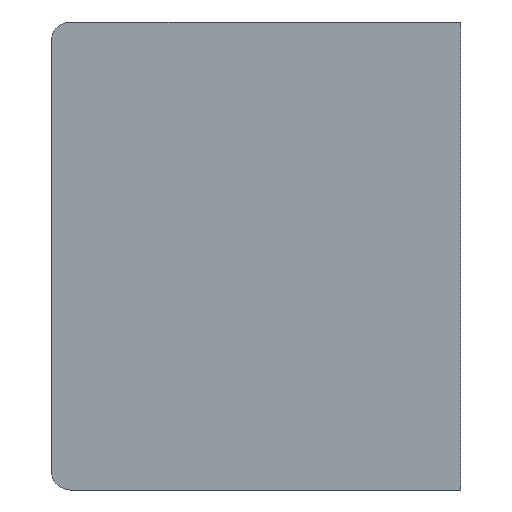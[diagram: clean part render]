
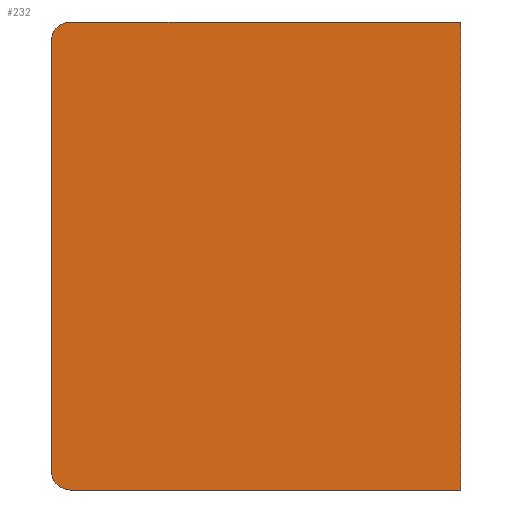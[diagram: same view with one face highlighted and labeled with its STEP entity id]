
A CAD part, left-side view. The second image highlights one B-rep face of the part: STEP entity #232.
In plain terms, the highlighted planar face has unit normal (-1, 0, 0).
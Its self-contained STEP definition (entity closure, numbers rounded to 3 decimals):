
#21 = DIRECTION ( 'NONE',  ( 1., 0., 0. ) ) ;
#27 = CARTESIAN_POINT ( 'NONE',  ( -8., 0., 6. ) ) ;
#39 = DIRECTION ( 'NONE',  ( 0., 0., 1. ) ) ;
#42 = AXIS2_PLACEMENT_3D ( 'NONE', #777, #555, #286 ) ;
#44 = CARTESIAN_POINT ( 'NONE',  ( -8., 0., -6. ) ) ;
#46 = DIRECTION ( 'NONE',  ( 0., 0., -1. ) ) ;
#48 = CARTESIAN_POINT ( 'NONE',  ( -8., 0., 6. ) ) ;
#61 = EDGE_LOOP ( 'NONE', ( #824, #363, #310, #774, #641, #358 ) ) ;
#76 = CARTESIAN_POINT ( 'NONE',  ( -8., 10., -6. ) ) ;
#78 = CARTESIAN_POINT ( 'NONE',  ( -8., 5.5, 6. ) ) ;
#81 = VECTOR ( 'NONE', #39, 1000. ) ;
#90 = LINE ( 'NONE', #521, #425 ) ;
#124 = DIRECTION ( 'NONE',  ( 0., -1., 0. ) ) ;
#139 = PLANE ( 'NONE',  #504 ) ;
#144 = VECTOR ( 'NONE', #738, 1000. ) ;
#174 = LINE ( 'NONE', #514, #81 ) ;
#182 = CIRCLE ( 'NONE', #42, 0.5 ) ;
#197 = VECTOR ( 'NONE', #487, 1000. ) ;
#200 = VERTEX_POINT ( 'NONE', #76 ) ;
#232 = ADVANCED_FACE ( 'NONE', ( #290 ), #139, .F. ) ;
#241 = CARTESIAN_POINT ( 'NONE',  ( -8., 10., -5.5 ) ) ;
#286 = DIRECTION ( 'NONE',  ( 0., 0., -1. ) ) ;
#290 = FACE_OUTER_BOUND ( 'NONE', #61, .T. ) ;
#306 = EDGE_CURVE ( 'NONE', #719, #603, #90, .T. ) ;
#310 = ORIENTED_EDGE ( 'NONE', *, *, #614, .T. ) ;
#358 = ORIENTED_EDGE ( 'NONE', *, *, #465, .T. ) ;
#363 = ORIENTED_EDGE ( 'NONE', *, *, #565, .T. ) ;
#387 = CARTESIAN_POINT ( 'NONE',  ( -8., 5.5, -6. ) ) ;
#425 = VECTOR ( 'NONE', #124, 1000. ) ;
#465 = EDGE_CURVE ( 'NONE', #719, #732, #182, .T. ) ;
#479 = DIRECTION ( 'NONE',  ( 0., 0., -1. ) ) ;
#487 = DIRECTION ( 'NONE',  ( 0., 0., 1. ) ) ;
#493 = AXIS2_PLACEMENT_3D ( 'NONE', #241, #587, #46 ) ;
#504 = AXIS2_PLACEMENT_3D ( 'NONE', #78, #21, #479 ) ;
#513 = EDGE_CURVE ( 'NONE', #598, #603, #842, .T. ) ;
#514 = CARTESIAN_POINT ( 'NONE',  ( -8., 10.5, -6. ) ) ;
#521 = CARTESIAN_POINT ( 'NONE',  ( -8., 5.5, 6. ) ) ;
#555 = DIRECTION ( 'NONE',  ( -1., 0., 0. ) ) ;
#565 = EDGE_CURVE ( 'NONE', #742, #200, #601, .T. ) ;
#587 = DIRECTION ( 'NONE',  ( -1., 0., 0. ) ) ;
#598 = VERTEX_POINT ( 'NONE', #44 ) ;
#601 = CIRCLE ( 'NONE', #493, 0.5 ) ;
#603 = VERTEX_POINT ( 'NONE', #48 ) ;
#614 = EDGE_CURVE ( 'NONE', #200, #598, #693, .T. ) ;
#641 = ORIENTED_EDGE ( 'NONE', *, *, #306, .F. ) ;
#667 = EDGE_CURVE ( 'NONE', #742, #732, #174, .T. ) ;
#693 = LINE ( 'NONE', #387, #144 ) ;
#698 = CARTESIAN_POINT ( 'NONE',  ( -8., 10.5, 5.5 ) ) ;
#719 = VERTEX_POINT ( 'NONE', #804 ) ;
#732 = VERTEX_POINT ( 'NONE', #698 ) ;
#738 = DIRECTION ( 'NONE',  ( 0., -1., 0. ) ) ;
#742 = VERTEX_POINT ( 'NONE', #828 ) ;
#774 = ORIENTED_EDGE ( 'NONE', *, *, #513, .T. ) ;
#777 = CARTESIAN_POINT ( 'NONE',  ( -8., 10., 5.5 ) ) ;
#804 = CARTESIAN_POINT ( 'NONE',  ( -8., 10., 6. ) ) ;
#824 = ORIENTED_EDGE ( 'NONE', *, *, #667, .F. ) ;
#828 = CARTESIAN_POINT ( 'NONE',  ( -8., 10.5, -5.5 ) ) ;
#842 = LINE ( 'NONE', #27, #197 ) ;
